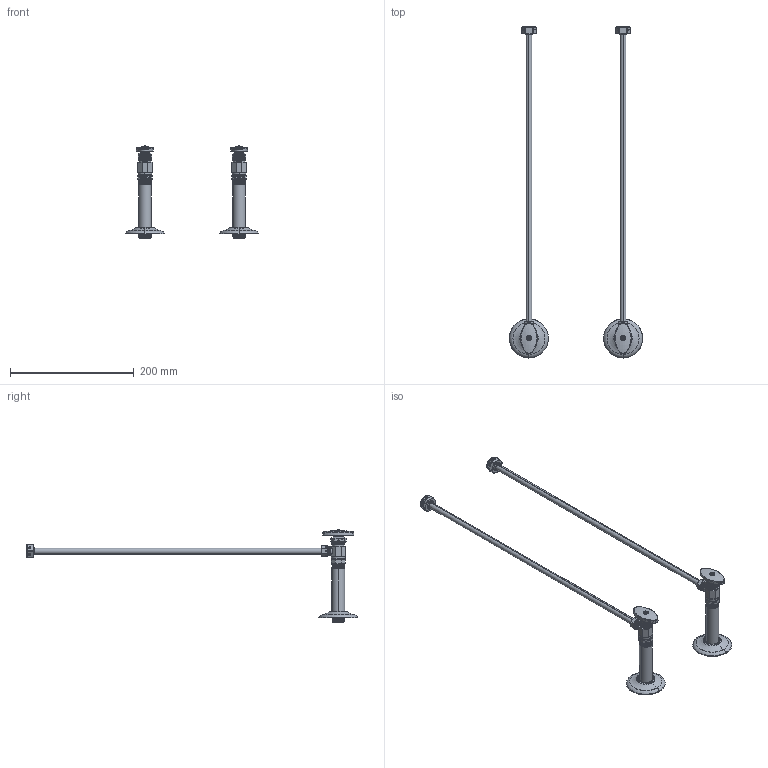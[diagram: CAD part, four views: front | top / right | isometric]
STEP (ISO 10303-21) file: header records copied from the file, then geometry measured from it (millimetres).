
FILE_DESCRIPTION((''),'2;1');
FILE_NAME('491','2021-06-17T19:46:05',('NSantos'),(''),'CREO PARAMETRIC BY PTC INC, 2018500','CREO PARAMETRIC BY PTC INC, 2018500','');
FILE_SCHEMA(('CONFIG_CONTROL_DESIGN'));
Length unit declared in the file: inch
Products named in the file (1): 491
Bounding box: 215.9 x 537.46 x 149.26 mm (x, y, z)
Volume: 74551.2 mm3; surface area: 176511.9 mm2
Topology: 8 solids, 38 shells, 1589 faces, 4224 edges, 2702 vertices
Faces by surface type: cylinder 532, plane 521, bspline 238, cone 234, torus 58, sphere 6
Entity records: 85624 total; most frequent: CARTESIAN_POINT 49661, ORIENTED_EDGE 8014, DIRECTION 6328, EDGE_CURVE 4208, VERTEX_POINT 2702, AXIS2_PLACEMENT_3D 2458, EDGE_LOOP 1698, B_SPLINE_CURVE_WITH_KNOTS 1690
